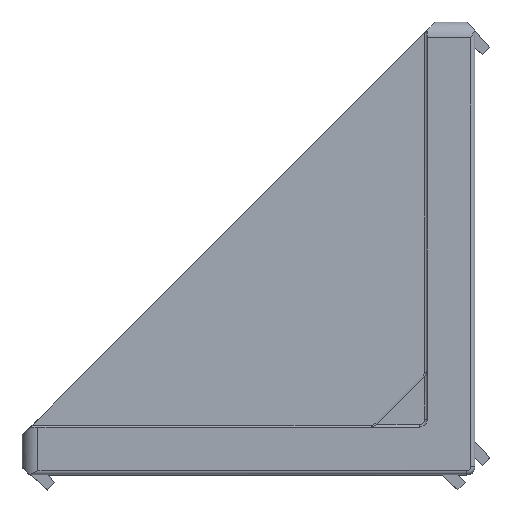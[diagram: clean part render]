
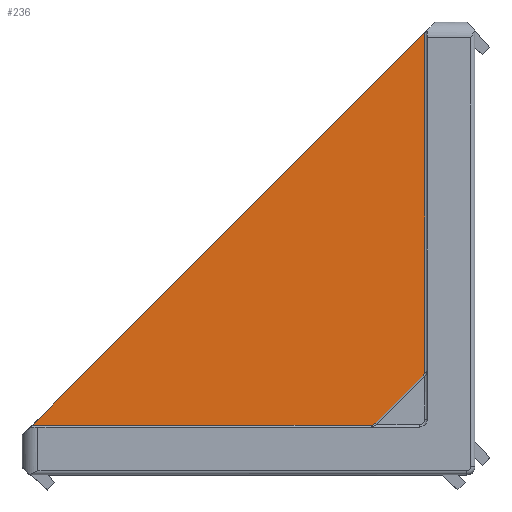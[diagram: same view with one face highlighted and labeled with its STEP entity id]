
A CAD part, top view. The second image highlights one B-rep face of the part: STEP entity #236.
In plain terms, the highlighted planar face has unit normal (-0.012, 0.012, 1).
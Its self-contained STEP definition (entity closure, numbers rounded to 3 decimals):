
#236=ADVANCED_FACE('NONE',(#625),#626,.T.);
#625=FACE_OUTER_BOUND('',#1266,.T.);
#626=PLANE('',#1267);
#1266=EDGE_LOOP('',(#2780,#2781,#2782,#2783));
#1267=AXIS2_PLACEMENT_3D('',#2784,#2785,#2786);
#2780=ORIENTED_EDGE('',*,*,#4175,.T.);
#2781=ORIENTED_EDGE('',*,*,#4176,.T.);
#2782=ORIENTED_EDGE('',*,*,#4161,.F.);
#2783=ORIENTED_EDGE('',*,*,#4177,.T.);
#2784=CARTESIAN_POINT('',(-57.0,5.,-9.0));
#2785=DIRECTION('',(-0.012,0.012,1.));
#2786=DIRECTION('',(0.707,0.707,0.0));
#4161=EDGE_CURVE('NONE',#4943,#4945,#4946,.T.);
#4175=EDGE_CURVE('NONE',#4966,#4967,#4968,.T.);
#4176=EDGE_CURVE('NONE',#4967,#4945,#4969,.T.);
#4177=EDGE_CURVE('NONE',#4943,#4966,#4970,.T.);
#4943=VERTEX_POINT('NONE',#6464);
#4945=VERTEX_POINT('NONE',#6476);
#4946=LINE('',#6477,#6478);
#4966=VERTEX_POINT('NONE',#6524);
#4967=VERTEX_POINT('NONE',#6525);
#4968=(B_SPLINE_CURVE(3,(#6527,#6528,#6529,#6530),.UNSPECIFIED.,.F.,.F.)B_SPLINE_CURVE_WITH_KNOTS((4,4),(2.356,3.927),.UNSPECIFIED.)RATIONAL_B_SPLINE_CURVE((1.0,0.805,0.805,1.0))BOUNDED_CURVE()REPRESENTATION_ITEM('')GEOMETRIC_REPRESENTATION_ITEM()CURVE());
#4969=LINE('',#6537,#6538);
#4970=LINE('',#6539,#6540);
#6464=CARTESIAN_POINT('',(-55.704,6.296,-9.0));
#6476=CARTESIAN_POINT('',(-6.296,55.704,-9.0));
#6477=CARTESIAN_POINT('',(-57.0,5.,-9.0));
#6478=VECTOR('',#7703,1000.0);
#6524=CARTESIAN_POINT('',(-6.996,6.296,-8.399));
#6525=CARTESIAN_POINT('',(-6.296,6.996,-8.399));
#6527=CARTESIAN_POINT('',(-6.996,6.296,-8.399));
#6528=CARTESIAN_POINT('',(-6.586,6.296,-8.394));
#6529=CARTESIAN_POINT('',(-6.296,6.586,-8.394));
#6530=CARTESIAN_POINT('',(-6.296,6.996,-8.399));
#6537=CARTESIAN_POINT('',(-6.296,56.,-9.004));
#6538=VECTOR('',#7716,1000.0);
#6539=CARTESIAN_POINT('',(-7.,6.296,-8.399));
#6540=VECTOR('',#7717,1000.0);
#7703=DIRECTION('',(0.707,0.707,0.0));
#7716=DIRECTION('',(0.,1.,-0.012));
#7717=DIRECTION('',(1.,0.,0.012));
